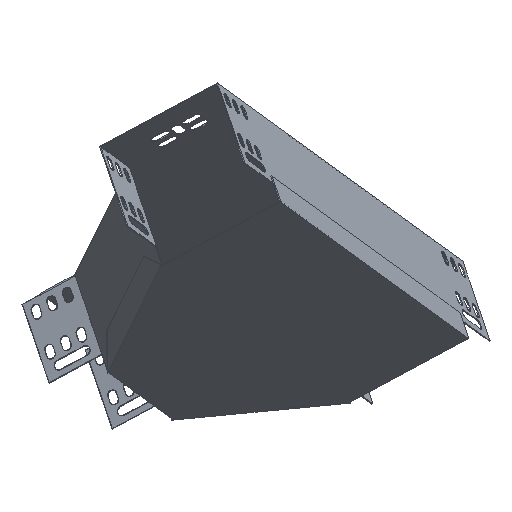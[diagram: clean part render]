
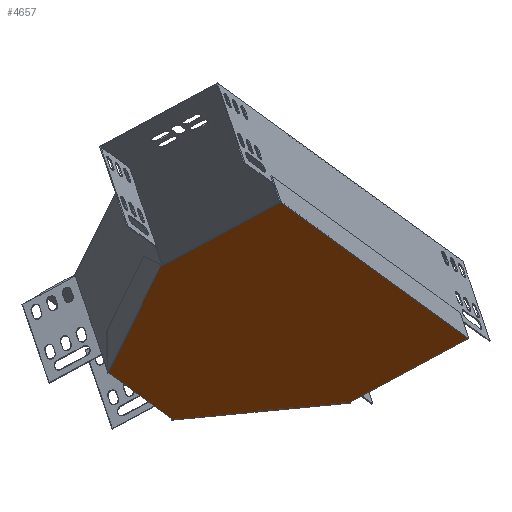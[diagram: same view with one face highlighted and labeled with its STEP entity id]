
A CAD part, front view. The second image highlights one B-rep face of the part: STEP entity #4657.
In plain terms, the highlighted planar face has unit normal (0.283, -0.485, -0.827).
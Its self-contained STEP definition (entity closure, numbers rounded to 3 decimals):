
#73 = VERTEX_POINT ( 'NONE', #2343 ) ;
#111 = VECTOR ( 'NONE', #1745, 1000. ) ;
#216 = CARTESIAN_POINT ( 'NONE',  ( 12.067, 51.393, 198. ) ) ;
#353 = VERTEX_POINT ( 'NONE', #8275 ) ;
#364 = LINE ( 'NONE', #1866, #604 ) ;
#399 = CARTESIAN_POINT ( 'NONE',  ( -112.037, 190.915, 73.693 ) ) ;
#604 = VECTOR ( 'NONE', #7435, 1000. ) ;
#658 = ORIENTED_EDGE ( 'NONE', *, *, #5294, .T. ) ;
#835 = FACE_OUTER_BOUND ( 'NONE', #9850, .T. ) ;
#1039 = EDGE_CURVE ( 'NONE', #3964, #353, #5677, .T. ) ;
#1196 = PLANE ( 'NONE',  #4748 ) ;
#1261 = CARTESIAN_POINT ( 'NONE',  ( -66.364, 274.773, 40.101 ) ) ;
#1287 = EDGE_CURVE ( 'NONE', #6596, #353, #2830, .T. ) ;
#1669 = LINE ( 'NONE', #5076, #10011 ) ;
#1724 = DIRECTION ( 'NONE',  ( 0.919, 0.385, 0.088 ) ) ;
#1745 = DIRECTION ( 'NONE',  ( -0.845, 0.283, -0.455 ) ) ;
#1866 = CARTESIAN_POINT ( 'NONE',  ( 12.228, 50.23, 198.737 ) ) ;
#2136 = LINE ( 'NONE', #216, #111 ) ;
#2343 = CARTESIAN_POINT ( 'NONE',  ( -74.346, 79.366, 152.038 ) ) ;
#2443 = CARTESIAN_POINT ( 'NONE',  ( 63.561, 329.212, 52.58 ) ) ;
#2565 = EDGE_CURVE ( 'NONE', #3341, #3439, #9939, .T. ) ;
#2662 = CARTESIAN_POINT ( 'NONE',  ( 149.529, 300.003, 99.115 ) ) ;
#2778 = DIRECTION ( 'NONE',  ( 0.276, -0.785, 0.555 ) ) ;
#2830 = LINE ( 'NONE', #399, #8896 ) ;
#3095 = VERTEX_POINT ( 'NONE', #9117 ) ;
#3153 = ORIENTED_EDGE ( 'NONE', *, *, #7588, .F. ) ;
#3341 = VERTEX_POINT ( 'NONE', #8743 ) ;
#3350 = CARTESIAN_POINT ( 'NONE',  ( -67.624, 274.966, 39.557 ) ) ;
#3439 = VERTEX_POINT ( 'NONE', #2662 ) ;
#3733 = VECTOR ( 'NONE', #1724, 1000. ) ;
#3790 = EDGE_CURVE ( 'NONE', #4325, #3439, #364, .T. ) ;
#3964 = VERTEX_POINT ( 'NONE', #8981 ) ;
#4005 = LINE ( 'NONE', #3350, #3733 ) ;
#4164 = DIRECTION ( 'NONE',  ( -0.283, 0.485, 0.827 ) ) ;
#4325 = VERTEX_POINT ( 'NONE', #6552 ) ;
#4442 = ORIENTED_EDGE ( 'NONE', *, *, #3790, .F. ) ;
#4657 = ADVANCED_FACE ( 'NONE', ( #835 ), #1196, .F. ) ;
#4664 = ORIENTED_EDGE ( 'NONE', *, *, #1287, .T. ) ;
#4748 = AXIS2_PLACEMENT_3D ( 'NONE', #5266, #4164, #4903 ) ;
#4829 = EDGE_CURVE ( 'NONE', #3095, #73, #1669, .T. ) ;
#4903 = DIRECTION ( 'NONE',  ( -0.455, -0.827, 0.33 ) ) ;
#4915 = VECTOR ( 'NONE', #8460, 1000. ) ;
#5076 = CARTESIAN_POINT ( 'NONE',  ( -113.635, 191.264, 72.941 ) ) ;
#5126 = DIRECTION ( 'NONE',  ( 0.919, 0.385, 0.088 ) ) ;
#5266 = CARTESIAN_POINT ( 'NONE',  ( -131.681, 246.865, 34.144 ) ) ;
#5293 = VECTOR ( 'NONE', #5126, 1000. ) ;
#5294 = EDGE_CURVE ( 'NONE', #3095, #6596, #8679, .T. ) ;
#5369 = CARTESIAN_POINT ( 'NONE',  ( -73.06, 79.905, 152.162 ) ) ;
#5567 = ORIENTED_EDGE ( 'NONE', *, *, #1039, .F. ) ;
#5677 = LINE ( 'NONE', #1261, #7461 ) ;
#5877 = CARTESIAN_POINT ( 'NONE',  ( -73.611, 79.674, 152.109 ) ) ;
#6552 = CARTESIAN_POINT ( 'NONE',  ( 12.743, 51.166, 198.364 ) ) ;
#6596 = VERTEX_POINT ( 'NONE', #7108 ) ;
#6681 = VECTOR ( 'NONE', #9513, 1000. ) ;
#6726 = DIRECTION ( 'NONE',  ( 0.455, 0.827, -0.33 ) ) ;
#6766 = ORIENTED_EDGE ( 'NONE', *, *, #8451, .T. ) ;
#7108 = CARTESIAN_POINT ( 'NONE',  ( -112.037, 190.915, 73.693 ) ) ;
#7299 = LINE ( 'NONE', #5877, #5293 ) ;
#7435 = DIRECTION ( 'NONE',  ( 0.455, 0.827, -0.33 ) ) ;
#7461 = VECTOR ( 'NONE', #2778, 1000. ) ;
#7574 = ORIENTED_EDGE ( 'NONE', *, *, #9561, .T. ) ;
#7588 = EDGE_CURVE ( 'NONE', #73, #8920, #7299, .T. ) ;
#7683 = CARTESIAN_POINT ( 'NONE',  ( -112.588, 190.684, 73.64 ) ) ;
#7712 = ORIENTED_EDGE ( 'NONE', *, *, #4829, .F. ) ;
#8098 = CARTESIAN_POINT ( 'NONE',  ( 63.341, 329.84, 52.136 ) ) ;
#8275 = CARTESIAN_POINT ( 'NONE',  ( -66.199, 274.302, 40.434 ) ) ;
#8451 = EDGE_CURVE ( 'NONE', #3964, #8485, #4005, .T. ) ;
#8460 = DIRECTION ( 'NONE',  ( 0.919, 0.385, 0.088 ) ) ;
#8485 = VERTEX_POINT ( 'NONE', #8098 ) ;
#8679 = LINE ( 'NONE', #7683, #4915 ) ;
#8743 = CARTESIAN_POINT ( 'NONE',  ( 63.727, 328.741, 52.913 ) ) ;
#8831 = DIRECTION ( 'NONE',  ( 0.276, -0.785, 0.555 ) ) ;
#8896 = VECTOR ( 'NONE', #6726, 1000. ) ;
#8920 = VERTEX_POINT ( 'NONE', #5369 ) ;
#8942 = LINE ( 'NONE', #2443, #6681 ) ;
#8981 = CARTESIAN_POINT ( 'NONE',  ( -66.585, 275.401, 39.657 ) ) ;
#9117 = CARTESIAN_POINT ( 'NONE',  ( -113.323, 190.376, 73.569 ) ) ;
#9185 = CARTESIAN_POINT ( 'NONE',  ( 63.727, 328.741, 52.913 ) ) ;
#9256 = ORIENTED_EDGE ( 'NONE', *, *, #9605, .T. ) ;
#9406 = ORIENTED_EDGE ( 'NONE', *, *, #2565, .T. ) ;
#9513 = DIRECTION ( 'NONE',  ( 0.276, -0.785, 0.555 ) ) ;
#9561 = EDGE_CURVE ( 'NONE', #8485, #3341, #8942, .T. ) ;
#9605 = EDGE_CURVE ( 'NONE', #4325, #8920, #2136, .T. ) ;
#9714 = VECTOR ( 'NONE', #9942, 1000. ) ;
#9850 = EDGE_LOOP ( 'NONE', ( #4664, #5567, #6766, #7574, #9406, #4442, #9256, #3153, #7712, #658 ) ) ;
#9939 = LINE ( 'NONE', #9185, #9714 ) ;
#9942 = DIRECTION ( 'NONE',  ( 0.845, -0.283, 0.455 ) ) ;
#10011 = VECTOR ( 'NONE', #8831, 1000. ) ;
